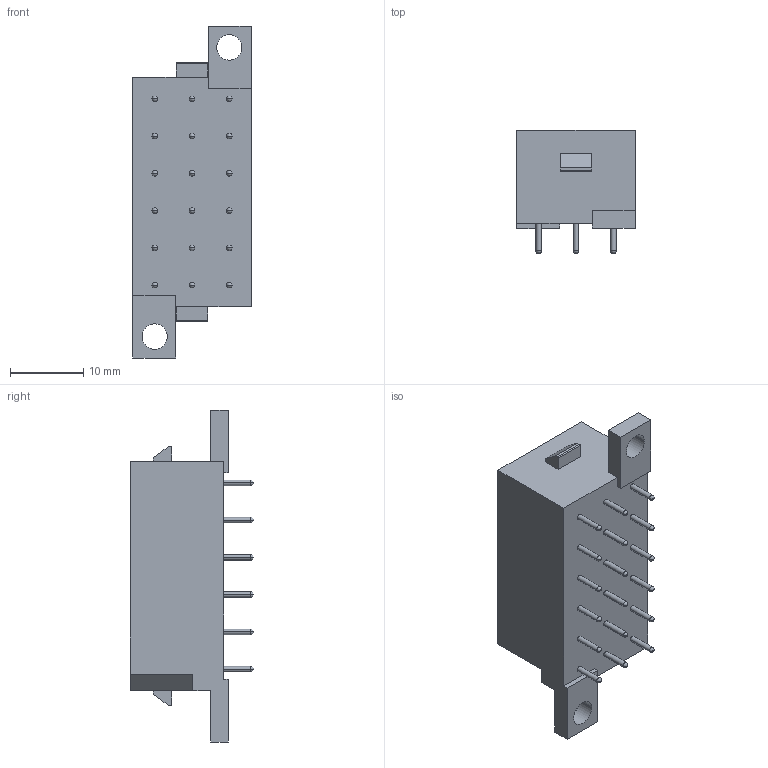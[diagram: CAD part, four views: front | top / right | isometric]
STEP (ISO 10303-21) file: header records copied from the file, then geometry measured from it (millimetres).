
FILE_DESCRIPTION((''),'2;1');
FILE_NAME('SMS18GE3-CATALOGUE_PRT','2010-08-09T',('amartin'),(''),'PRO/ENGINEER BY PARAMETRIC TECHNOLOGY CORPORATION, 2007390','PRO/ENGINEER BY PARAMETRIC TECHNOLOGY CORPORATION, 2007390','');
FILE_SCHEMA(('CONFIG_CONTROL_DESIGN'));
Length unit declared in the file: millimetre
Products named in the file (1): SMS18GE3-CATALOGUE_PRT
Bounding box: 16.15 x 16.8 x 45.25 mm (x, y, z)
Volume: 6590.8 mm3; surface area: 2660.6 mm2
Topology: 1 solids, 1 shells, 110 faces, 282 edges, 158 vertices
Faces by surface type: cylinder 42, sphere 36, plane 32
Entity records: 3132 total; most frequent: DIRECTION 586, CARTESIAN_POINT 514, ORIENTED_EDGE 492, EDGE_CURVE 246, AXIS2_PLACEMENT_3D 230, VERTEX_POINT 158, EDGE_LOOP 134, VECTOR 126
